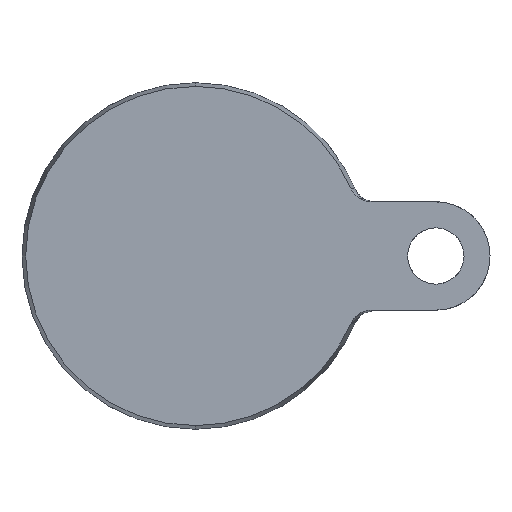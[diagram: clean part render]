
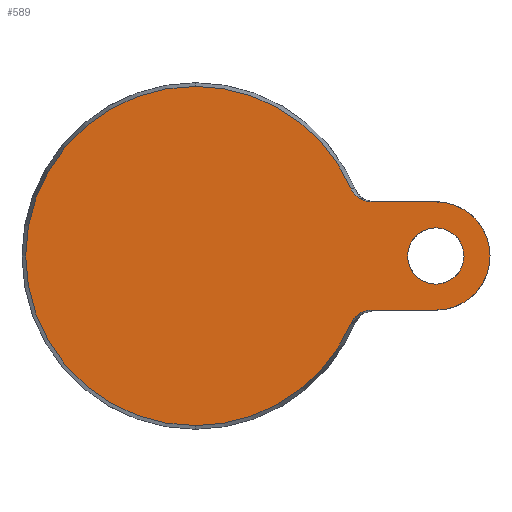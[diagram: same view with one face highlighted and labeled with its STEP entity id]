
A CAD part, front view. The second image highlights one B-rep face of the part: STEP entity #589.
In plain terms, the highlighted planar face has unit normal (0, -1, 0).
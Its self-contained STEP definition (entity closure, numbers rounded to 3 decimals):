
#6 = CARTESIAN_POINT ( 'NONE',  ( 36.124, 0., -15.081 ) ) ;
#50 = DIRECTION ( 'NONE',  ( 0., 1., 0. ) ) ;
#67 = CARTESIAN_POINT ( 'NONE',  ( 0., 0., 39.143 ) ) ;
#75 = CARTESIAN_POINT ( 'NONE',  ( 15., 0., 12.5 ) ) ;
#87 = DIRECTION ( 'NONE',  ( 0., 0., 1. ) ) ;
#96 = CARTESIAN_POINT ( 'NONE',  ( 40.085, 0., 12.5 ) ) ;
#112 = VERTEX_POINT ( 'NONE', #584 ) ;
#129 = CARTESIAN_POINT ( 'NONE',  ( 0., 0., 0. ) ) ;
#148 = VERTEX_POINT ( 'NONE', #67 ) ;
#171 = EDGE_CURVE ( 'NONE', #594, #112, #571, .T. ) ;
#186 = VECTOR ( 'NONE', #213, 1000. ) ;
#195 = DIRECTION ( 'NONE',  ( 0., 1., 0. ) ) ;
#198 = VERTEX_POINT ( 'NONE', #1155 ) ;
#199 = CARTESIAN_POINT ( 'NONE',  ( 38.221, 0., 13.07 ) ) ;
#206 = CARTESIAN_POINT ( 'NONE',  ( 39.592, 0., -12.572 ) ) ;
#213 = DIRECTION ( 'NONE',  ( -1., 0., 0. ) ) ;
#217 = DIRECTION ( 'NONE',  ( 0., 0., -1. ) ) ;
#235 = ORIENTED_EDGE ( 'NONE', *, *, #966, .T. ) ;
#245 = DIRECTION ( 'NONE',  ( 0., 0., 1. ) ) ;
#249 = EDGE_CURVE ( 'NONE', #636, #1150, #1175, .T. ) ;
#296 = CARTESIAN_POINT ( 'NONE',  ( 55.5, 0., -6.5 ) ) ;
#315 = CARTESIAN_POINT ( 'NONE',  ( 37.591, 0., -13.458 ) ) ;
#332 = CARTESIAN_POINT ( 'NONE',  ( 38.891, 0., -12.781 ) ) ;
#375 = AXIS2_PLACEMENT_3D ( 'NONE', #856, #1083, #245 ) ;
#411 = CARTESIAN_POINT ( 'NONE',  ( 36.388, 0., 14.659 ) ) ;
#412 = ORIENTED_EDGE ( 'NONE', *, *, #1329, .F. ) ;
#413 = AXIS2_PLACEMENT_3D ( 'NONE', #960, #848, #952 ) ;
#421 = EDGE_CURVE ( 'NONE', #198, #1001, #629, .T. ) ;
#422 = CARTESIAN_POINT ( 'NONE',  ( 36.124, 0., 15.081 ) ) ;
#428 = CARTESIAN_POINT ( 'NONE',  ( 36.861, 0., 14.101 ) ) ;
#435 = EDGE_CURVE ( 'NONE', #1150, #578, #1176, .T. ) ;
#467 = VERTEX_POINT ( 'NONE', #781 ) ;
#481 = CARTESIAN_POINT ( 'NONE',  ( 40.579, 0., 12.5 ) ) ;
#500 = CARTESIAN_POINT ( 'NONE',  ( 0., 0., 0. ) ) ;
#520 = CARTESIAN_POINT ( 'NONE',  ( -39.143, 0., 0. ) ) ;
#530 = CARTESIAN_POINT ( 'NONE',  ( 37.4, 0., 13.603 ) ) ;
#539 = ORIENTED_EDGE ( 'NONE', *, *, #421, .T. ) ;
#547 = CARTESIAN_POINT ( 'NONE',  ( 40.579, 0., -12.5 ) ) ;
#571 = CIRCLE ( 'NONE', #650, 6.5 ) ;
#577 = CIRCLE ( 'NONE', #375, 6.5 ) ;
#578 = VERTEX_POINT ( 'NONE', #817 ) ;
#584 = CARTESIAN_POINT ( 'NONE',  ( 55.5, 0., 6.5 ) ) ;
#589 = ADVANCED_FACE ( 'NONE', ( #725, #1045 ), #940, .F. ) ;
#594 = VERTEX_POINT ( 'NONE', #296 ) ;
#607 = ORIENTED_EDGE ( 'NONE', *, *, #1347, .T. ) ;
#629 = CIRCLE ( 'NONE', #794, 39.143 ) ;
#636 = VERTEX_POINT ( 'NONE', #1269 ) ;
#643 = CARTESIAN_POINT ( 'NONE',  ( 38.008, 0., 13.187 ) ) ;
#649 = CARTESIAN_POINT ( 'NONE',  ( 40.085, 0., -12.5 ) ) ;
#650 = AXIS2_PLACEMENT_3D ( 'NONE', #1120, #50, #908 ) ;
#657 = CARTESIAN_POINT ( 'NONE',  ( 37.598, 0., 13.453 ) ) ;
#660 = ORIENTED_EDGE ( 'NONE', *, *, #171, .T. ) ;
#667 = VECTOR ( 'NONE', #1343, 1000. ) ;
#680 = ORIENTED_EDGE ( 'NONE', *, *, #435, .F. ) ;
#690 = ORIENTED_EDGE ( 'NONE', *, *, #249, .F. ) ;
#693 = ORIENTED_EDGE ( 'NONE', *, *, #1074, .T. ) ;
#703 = LINE ( 'NONE', #75, #667 ) ;
#714 = CIRCLE ( 'NONE', #1088, 39.143 ) ;
#725 = FACE_OUTER_BOUND ( 'NONE', #1375, .T. ) ;
#736 = CARTESIAN_POINT ( 'NONE',  ( 40.579, 0., 12.5 ) ) ;
#745 = CARTESIAN_POINT ( 'NONE',  ( 38.665, 0., 12.866 ) ) ;
#751 = CARTESIAN_POINT ( 'NONE',  ( 38.897, 0., 12.778 ) ) ;
#753 = CARTESIAN_POINT ( 'NONE',  ( 15., 0., -12.5 ) ) ;
#779 = ORIENTED_EDGE ( 'NONE', *, *, #1060, .T. ) ;
#781 = CARTESIAN_POINT ( 'NONE',  ( 35.928, 0., 15.535 ) ) ;
#794 = AXIS2_PLACEMENT_3D ( 'NONE', #129, #868, #217 ) ;
#817 = CARTESIAN_POINT ( 'NONE',  ( 40.579, 0., -12.5 ) ) ;
#843 = CARTESIAN_POINT ( 'NONE',  ( 38., 0., -13.192 ) ) ;
#848 = DIRECTION ( 'NONE',  ( 0., 1., 0. ) ) ;
#850 = DIRECTION ( 'NONE',  ( 0., -1., 0. ) ) ;
#856 = CARTESIAN_POINT ( 'NONE',  ( 55.5, 0., 0. ) ) ;
#865 = CIRCLE ( 'NONE', #1087, 39.143 ) ;
#868 = DIRECTION ( 'NONE',  ( 0., -1., 0. ) ) ;
#908 = DIRECTION ( 'NONE',  ( 0., 0., 1. ) ) ;
#925 = DIRECTION ( 'NONE',  ( 0., -1., 0. ) ) ;
#940 = PLANE ( 'NONE',  #1292 ) ;
#944 = CARTESIAN_POINT ( 'NONE',  ( 36.857, 0., -14.106 ) ) ;
#949 = CARTESIAN_POINT ( 'NONE',  ( 36.381, 0., -14.668 ) ) ;
#952 = DIRECTION ( 'NONE',  ( 0., 0., -1. ) ) ;
#960 = CARTESIAN_POINT ( 'NONE',  ( 55.5, 0., 0. ) ) ;
#966 = EDGE_CURVE ( 'NONE', #467, #148, #865, .T. ) ;
#1001 = VERTEX_POINT ( 'NONE', #1287 ) ;
#1029 = EDGE_LOOP ( 'NONE', ( #660, #693 ) ) ;
#1033 = EDGE_CURVE ( 'NONE', #1220, #467, #1190, .T. ) ;
#1045 = FACE_BOUND ( 'NONE', #1029, .T. ) ;
#1058 = CARTESIAN_POINT ( 'NONE',  ( 38.218, 0., -13.072 ) ) ;
#1060 = EDGE_CURVE ( 'NONE', #1001, #578, #1202, .T. ) ;
#1072 = CARTESIAN_POINT ( 'NONE',  ( 35.928, 0., -15.535 ) ) ;
#1074 = EDGE_CURVE ( 'NONE', #112, #594, #577, .T. ) ;
#1083 = DIRECTION ( 'NONE',  ( 0., 1., 0. ) ) ;
#1087 = AXIS2_PLACEMENT_3D ( 'NONE', #1237, #850, #1385 ) ;
#1088 = AXIS2_PLACEMENT_3D ( 'NONE', #500, #925, #1349 ) ;
#1096 = ORIENTED_EDGE ( 'NONE', *, *, #1033, .T. ) ;
#1120 = CARTESIAN_POINT ( 'NONE',  ( 55.5, 0., 0. ) ) ;
#1150 = VERTEX_POINT ( 'NONE', #1303 ) ;
#1155 = CARTESIAN_POINT ( 'NONE',  ( 0., 0., -39.143 ) ) ;
#1172 = CARTESIAN_POINT ( 'NONE',  ( 38.663, 0., -12.866 ) ) ;
#1175 = CIRCLE ( 'NONE', #413, 12.5 ) ;
#1176 = LINE ( 'NONE', #753, #186 ) ;
#1182 = CARTESIAN_POINT ( 'NONE',  ( 35.928, 0., 15.535 ) ) ;
#1190 = B_SPLINE_CURVE_WITH_KNOTS ( 'NONE', 3,
 ( #736, #96, #1281, #751, #745, #199, #643, #657, #530, #1265, #428, #411, #422, #1182 ),
 .UNSPECIFIED., .F., .F.,
 ( 4, 2, 2, 2, 2, 2, 4 ),
 ( 0., 0.001, 0.002, 0.003, 0.004, 0.004, 0.006 ),
 .UNSPECIFIED. ) ;
#1202 = B_SPLINE_CURVE_WITH_KNOTS ( 'NONE', 3,
 ( #1072, #6, #949, #944, #1376, #1293, #315, #843, #1058, #1172, #332, #206, #649, #547 ),
 .UNSPECIFIED., .F., .F.,
 ( 4, 2, 2, 2, 2, 2, 4 ),
 ( 0., 0.001, 0.002, 0.003, 0.004, 0.004, 0.006 ),
 .UNSPECIFIED. ) ;
#1220 = VERTEX_POINT ( 'NONE', #481 ) ;
#1237 = CARTESIAN_POINT ( 'NONE',  ( 0., 0., 0. ) ) ;
#1265 = CARTESIAN_POINT ( 'NONE',  ( 37.032, 0., 13.927 ) ) ;
#1269 = CARTESIAN_POINT ( 'NONE',  ( 55.5, 0., 12.5 ) ) ;
#1281 = CARTESIAN_POINT ( 'NONE',  ( 39.603, 0., 12.57 ) ) ;
#1287 = CARTESIAN_POINT ( 'NONE',  ( 35.928, 0., -15.535 ) ) ;
#1292 = AXIS2_PLACEMENT_3D ( 'NONE', #520, #195, #87 ) ;
#1293 = CARTESIAN_POINT ( 'NONE',  ( 37.397, 0., -13.606 ) ) ;
#1303 = CARTESIAN_POINT ( 'NONE',  ( 55.5, 0., -12.5 ) ) ;
#1329 = EDGE_CURVE ( 'NONE', #1220, #636, #703, .T. ) ;
#1343 = DIRECTION ( 'NONE',  ( 1., 0., 0. ) ) ;
#1347 = EDGE_CURVE ( 'NONE', #148, #198, #714, .T. ) ;
#1349 = DIRECTION ( 'NONE',  ( 0., 0., -1. ) ) ;
#1375 = EDGE_LOOP ( 'NONE', ( #412, #1096, #235, #607, #539, #779, #680, #690 ) ) ;
#1376 = CARTESIAN_POINT ( 'NONE',  ( 37.031, 0., -13.929 ) ) ;
#1385 = DIRECTION ( 'NONE',  ( 0., 0., -1. ) ) ;
